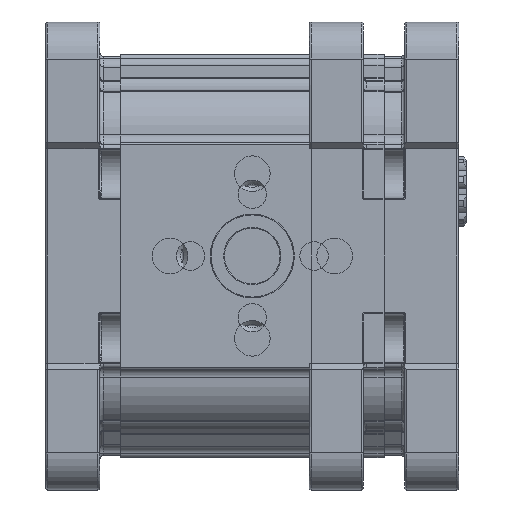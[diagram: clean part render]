
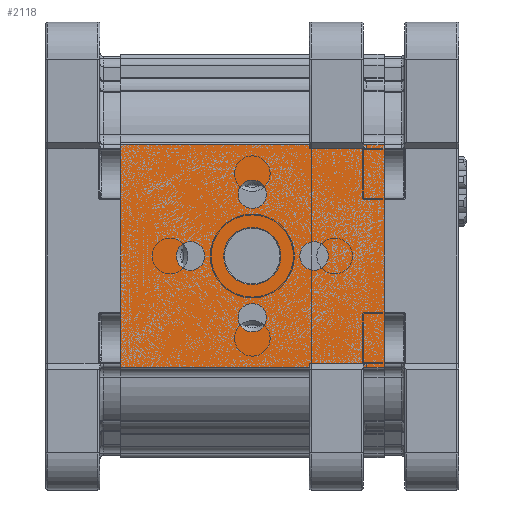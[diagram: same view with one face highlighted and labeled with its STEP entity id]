
A CAD part, left-side view. The second image highlights one B-rep face of the part: STEP entity #2118.
In plain terms, the highlighted face is planar.
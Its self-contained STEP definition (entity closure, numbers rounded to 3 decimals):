
#2118 = ADVANCED_FACE( '', ( #5181, #5182, #5183, #5184, #5185, #5186 ), #5187, .T. );
#5181 = FACE_BOUND( '', #9838, .T. );
#5182 = FACE_BOUND( '', #9839, .T. );
#5183 = FACE_BOUND( '', #9840, .T. );
#5184 = FACE_BOUND( '', #9841, .T. );
#5185 = FACE_BOUND( '', #9842, .T. );
#5186 = FACE_OUTER_BOUND( '', #9843, .T. );
#5187 = PLANE( '', #9844 );
#9838 = EDGE_LOOP( '', ( #17235 ) );
#9839 = EDGE_LOOP( '', ( #17236 ) );
#9840 = EDGE_LOOP( '', ( #17237 ) );
#9841 = EDGE_LOOP( '', ( #17238 ) );
#9842 = EDGE_LOOP( '', ( #17239 ) );
#9843 = EDGE_LOOP( '', ( #17240, #17241, #17242, #17243 ) );
#9844 = AXIS2_PLACEMENT_3D( '', #17244, #17245, #17246 );
#17235 = ORIENTED_EDGE( '', *, *, #27510, .T. );
#17236 = ORIENTED_EDGE( '', *, *, #27511, .T. );
#17237 = ORIENTED_EDGE( '', *, *, #27512, .T. );
#17238 = ORIENTED_EDGE( '', *, *, #27513, .T. );
#17239 = ORIENTED_EDGE( '', *, *, #27514, .T. );
#17240 = ORIENTED_EDGE( '', *, *, #27515, .F. );
#17241 = ORIENTED_EDGE( '', *, *, #27101, .F. );
#17242 = ORIENTED_EDGE( '', *, *, #27516, .T. );
#17243 = ORIENTED_EDGE( '', *, *, #26152, .T. );
#17244 = CARTESIAN_POINT( '', ( 43., 64., 27.048 ) );
#17245 = DIRECTION( '', ( 1., 0., 0. ) );
#17246 = DIRECTION( '', ( 0., 0., -1. ) );
#26152 = EDGE_CURVE( '', #31035, #31032, #31036, .T. );
#27101 = EDGE_CURVE( '', #32617, #32613, #32619, .T. );
#27510 = EDGE_CURVE( '', #33264, #33264, #33265, .F. );
#27511 = EDGE_CURVE( '', #33266, #33266, #33267, .F. );
#27512 = EDGE_CURVE( '', #33268, #33268, #33269, .F. );
#27513 = EDGE_CURVE( '', #33270, #33270, #33271, .F. );
#27514 = EDGE_CURVE( '', #33272, #33272, #33273, .F. );
#27515 = EDGE_CURVE( '', #32613, #31032, #33274, .T. );
#27516 = EDGE_CURVE( '', #32617, #31035, #33275, .T. );
#31032 = VERTEX_POINT( '', #38422 );
#31035 = VERTEX_POINT( '', #38425 );
#31036 = LINE( '', #38426, #38427 );
#32613 = VERTEX_POINT( '', #41786 );
#32617 = VERTEX_POINT( '', #41791 );
#32619 = LINE( '', #41793, #41794 );
#33264 = VERTEX_POINT( '', #42960 );
#33265 = CIRCLE( '', #42961, 6.95 );
#33266 = VERTEX_POINT( '', #42962 );
#33267 = CIRCLE( '', #42963, 3.459 );
#33268 = VERTEX_POINT( '', #42964 );
#33269 = CIRCLE( '', #42965, 3.459 );
#33270 = VERTEX_POINT( '', #42966 );
#33271 = CIRCLE( '', #42967, 3.459 );
#33272 = VERTEX_POINT( '', #42968 );
#33273 = CIRCLE( '', #42969, 3.459 );
#33274 = LINE( '', #42970, #42971 );
#33275 = LINE( '', #42972, #42973 );
#38422 = CARTESIAN_POINT( '', ( 43., 0., 27.048 ) );
#38425 = CARTESIAN_POINT( '', ( 43., 64., 27.048 ) );
#38426 = CARTESIAN_POINT( '', ( 43., 64., 27.048 ) );
#38427 = VECTOR( '', #49936, 1000. );
#41786 = CARTESIAN_POINT( '', ( 43., 0., -27.048 ) );
#41791 = CARTESIAN_POINT( '', ( 43., 64., -27.048 ) );
#41793 = CARTESIAN_POINT( '', ( 43., 64., -27.048 ) );
#41794 = VECTOR( '', #51185, 1000. );
#42960 = CARTESIAN_POINT( '', ( 43., 32., -6.95 ) );
#42961 = AXIS2_PLACEMENT_3D( '', #51738, #51739, #51740 );
#42962 = CARTESIAN_POINT( '', ( 43., 32., -18.459 ) );
#42963 = AXIS2_PLACEMENT_3D( '', #51741, #51742, #51743 );
#42964 = CARTESIAN_POINT( '', ( 43., 47., -3.459 ) );
#42965 = AXIS2_PLACEMENT_3D( '', #51744, #51745, #51746 );
#42966 = CARTESIAN_POINT( '', ( 43., 32., 11.542 ) );
#42967 = AXIS2_PLACEMENT_3D( '', #51747, #51748, #51749 );
#42968 = CARTESIAN_POINT( '', ( 43., 17., -3.458 ) );
#42969 = AXIS2_PLACEMENT_3D( '', #51750, #51751, #51752 );
#42970 = CARTESIAN_POINT( '', ( 43., 0., 27.048 ) );
#42971 = VECTOR( '', #51753, 1000. );
#42972 = CARTESIAN_POINT( '', ( 43., 64., 27.048 ) );
#42973 = VECTOR( '', #51754, 1000. );
#49936 = DIRECTION( '', ( 0., -1., 0. ) );
#51185 = DIRECTION( '', ( 0., -1., 0. ) );
#51738 = CARTESIAN_POINT( '', ( 43., 32., 0. ) );
#51739 = DIRECTION( '', ( 1., 0., 0. ) );
#51740 = DIRECTION( '', ( 0., 0., -1. ) );
#51741 = CARTESIAN_POINT( '', ( 43., 32., -15. ) );
#51742 = DIRECTION( '', ( 1., 0., 0. ) );
#51743 = DIRECTION( '', ( 0., 0., -1. ) );
#51744 = CARTESIAN_POINT( '', ( 43., 47., 0. ) );
#51745 = DIRECTION( '', ( 1., 0., 0. ) );
#51746 = DIRECTION( '', ( 0., 0., -1. ) );
#51747 = CARTESIAN_POINT( '', ( 43., 32., 15. ) );
#51748 = DIRECTION( '', ( 1., 0., 0. ) );
#51749 = DIRECTION( '', ( 0., 0., -1. ) );
#51750 = CARTESIAN_POINT( '', ( 43., 17., 0. ) );
#51751 = DIRECTION( '', ( 1., 0., 0. ) );
#51752 = DIRECTION( '', ( 0., 0., -1. ) );
#51753 = DIRECTION( '', ( 0., 0., 1. ) );
#51754 = DIRECTION( '', ( 0., 0., 1. ) );
